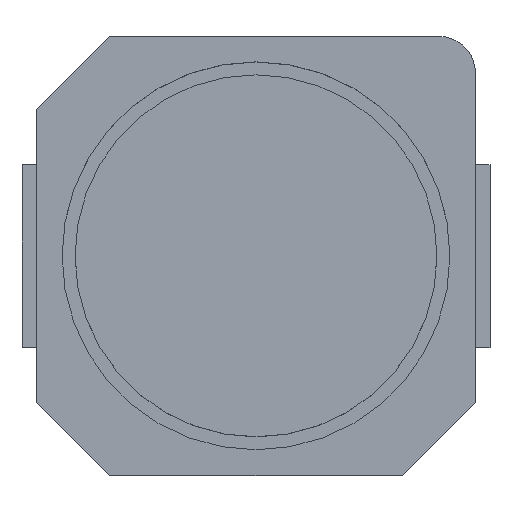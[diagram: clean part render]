
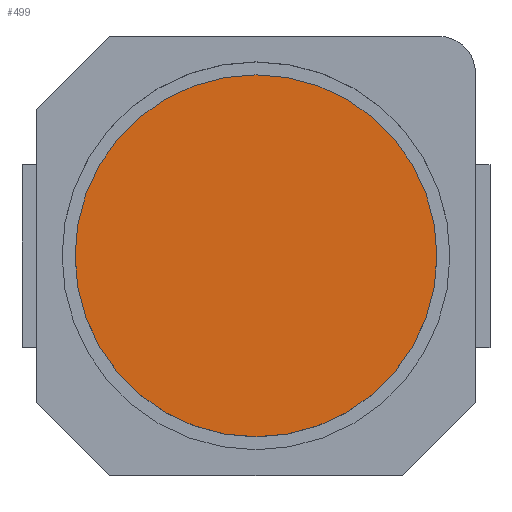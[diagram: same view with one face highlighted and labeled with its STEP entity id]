
A CAD part, top view. The second image highlights one B-rep face of the part: STEP entity #499.
In plain terms, the highlighted planar face has unit normal (0, 0, 1).
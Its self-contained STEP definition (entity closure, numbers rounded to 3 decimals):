
#16=CIRCLE('',#528,4.95);
#49=FACE_OUTER_BOUND('',#77,.T.);
#77=EDGE_LOOP('',(#424));
#223=VERTEX_POINT('',#745);
#277=EDGE_CURVE('',#223,#223,#16,.T.);
#424=ORIENTED_EDGE('',*,*,#277,.T.);
#462=PLANE('',#545);
#499=ADVANCED_FACE('',(#49),#462,.T.);
#528=AXIS2_PLACEMENT_3D('',#746,#609,#610);
#545=AXIS2_PLACEMENT_3D('',#808,#669,#670);
#609=DIRECTION('center_axis',(0.,0.,1.));
#610=DIRECTION('ref_axis',(-1.,0.,0.));
#669=DIRECTION('center_axis',(0.,0.,1.));
#670=DIRECTION('ref_axis',(1.,0.,0.));
#745=CARTESIAN_POINT('',(4.95,0.,6.));
#746=CARTESIAN_POINT('Origin',(0.,0.,6.));
#808=CARTESIAN_POINT('Origin',(0.,0.,6.));
